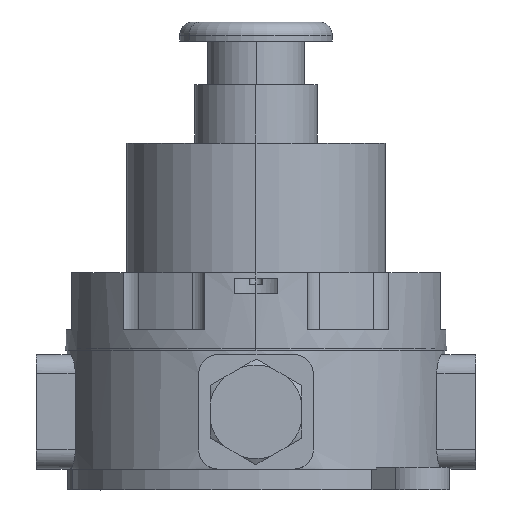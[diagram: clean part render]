
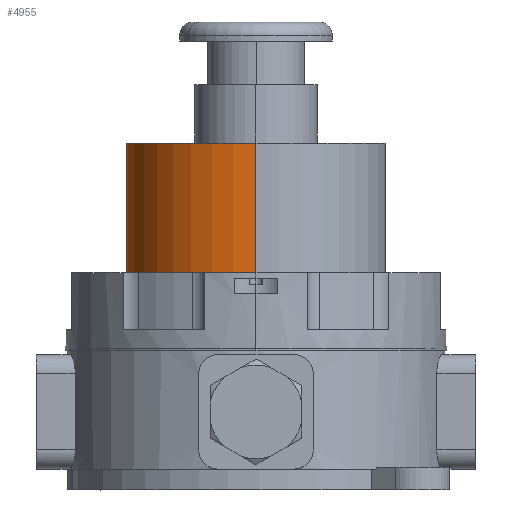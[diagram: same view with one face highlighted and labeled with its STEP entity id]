
A CAD part, left-side view. The second image highlights one B-rep face of the part: STEP entity #4955.
In plain terms, the highlighted cylindrical face has radius 34 mm (diameter 68 mm), a partial arc.
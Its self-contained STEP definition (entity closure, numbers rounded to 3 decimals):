
#4955=ADVANCED_FACE('',(#4993),#4995,.T.);
#4993=FACE_OUTER_BOUND('',#4994,.T.);
#4994=EDGE_LOOP('',(#5120,#5121,#5122,#5123));
#4995=CYLINDRICAL_SURFACE('',#4996,34.);
#4996=AXIS2_PLACEMENT_3D('',#4997,#4998,#4999);
#4997=CARTESIAN_POINT('',(0.,0.,21.5));
#4998=DIRECTION('',(0.,0.,1.));
#4999=DIRECTION('',(1.,0.,0.));
#5120=ORIENTED_EDGE('',*,*,#5188,.F.);
#5121=ORIENTED_EDGE('',*,*,#5189,.T.);
#5122=ORIENTED_EDGE('',*,*,#5190,.T.);
#5123=ORIENTED_EDGE('',*,*,#5191,.F.);
#5188=EDGE_CURVE('',#5230,#5231,#5232,.T.);
#5189=EDGE_CURVE('',#5230,#5233,#5234,.T.);
#5190=EDGE_CURVE('',#5233,#5235,#5236,.T.);
#5191=EDGE_CURVE('',#5231,#5235,#5237,.T.);
#5230=VERTEX_POINT('',#5312);
#5231=VERTEX_POINT('',#5313);
#5232=LINE('',#5314,#5315);
#5233=VERTEX_POINT('',#5317);
#5234=CIRCLE('',#5318,34.);
#5235=VERTEX_POINT('',#5322);
#5236=LINE('',#5323,#5324);
#5237=CIRCLE('',#5326,34.);
#5312=CARTESIAN_POINT('',(34.,0.,2.));
#5313=CARTESIAN_POINT('',(34.,0.,41.));
#5314=CARTESIAN_POINT('',(34.,0.,2.));
#5315=VECTOR('',#5316,1.);
#5316=DIRECTION('',(0.,0.,1.));
#5317=CARTESIAN_POINT('',(-34.,0.,2.));
#5318=AXIS2_PLACEMENT_3D('',#5319,#5320,#5321);
#5319=CARTESIAN_POINT('',(0.,0.,2.));
#5320=DIRECTION('',(-0.,0.,1.));
#5321=DIRECTION('',(1.,0.,0.));
#5322=CARTESIAN_POINT('',(-34.,0.,41.));
#5323=CARTESIAN_POINT('',(-34.,0.,2.));
#5324=VECTOR('',#5325,1.);
#5325=DIRECTION('',(0.,0.,1.));
#5326=AXIS2_PLACEMENT_3D('',#5327,#5328,#5329);
#5327=CARTESIAN_POINT('',(0.,0.,41.));
#5328=DIRECTION('',(-0.,0.,1.));
#5329=DIRECTION('',(1.,0.,0.));
